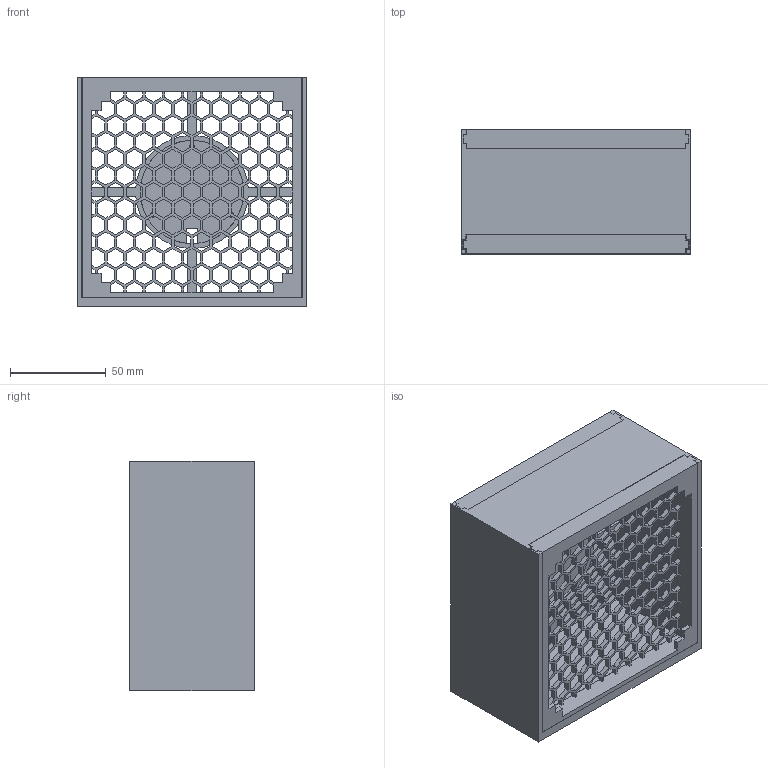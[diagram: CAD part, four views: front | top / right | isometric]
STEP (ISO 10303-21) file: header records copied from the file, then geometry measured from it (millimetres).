
FILE_DESCRIPTION(/* description */ (''),/* implementation_level */ '2;1');
FILE_NAME(/* name */ 'New Solder Fume Extractor.step',/* time_stamp */ '2024-07-10T16:41:31+02:00',/* author */ (''),/* organization */ (''),/* preprocessor_version */ 'ST-DEVELOPER v20',/* originating_system */ 'Autodesk Translation Framework v13.14.0.145',/* authorisation */ '');
FILE_SCHEMA (('AUTOMOTIVE_DESIGN { 1 0 10303 214 3 1 1 }'));
Length unit declared in the file: millimetre
Products named in the file (1): New Solder Fume Extractor v2
Bounding box: 120 x 65 x 120 mm (x, y, z)
Volume: 240019.7 mm3; surface area: 129377 mm2
Topology: 3 solids, 3 shells, 1734 faces, 5448 edges, 3632 vertices
Faces by surface type: plane 1726, cylinder 8
Full cylindrical faces by diameter (mm): 2.5 x3, 54 x1
Entity records: 60385 total; most frequent: ORIENTED_EDGE 10896, CARTESIAN_POINT 10815, DIRECTION 8936, EDGE_CURVE 5448, LINE 5430, VECTOR 5430, VERTEX_POINT 3632, EDGE_LOOP 2258
